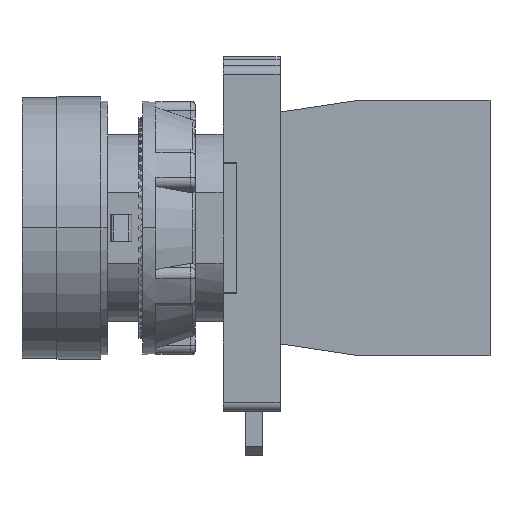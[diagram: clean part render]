
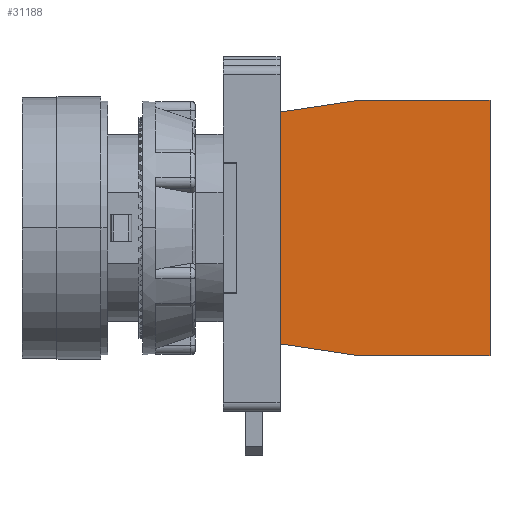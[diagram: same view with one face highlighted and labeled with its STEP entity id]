
A CAD part, left-side view. The second image highlights one B-rep face of the part: STEP entity #31188.
In plain terms, the highlighted planar face has unit normal (-1, 0, 0).
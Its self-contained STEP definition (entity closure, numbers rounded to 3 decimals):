
#990=DIRECTION('',(0.,0.,-1.));
#991=VECTOR('',#990,2.75);
#992=CARTESIAN_POINT('',(0.05,-6.5,13.25));
#993=LINE('',#992,#991);
#1020=DIRECTION('',(0.,0.,-1.));
#1021=VECTOR('',#1020,2.75);
#1022=CARTESIAN_POINT('',(0.05,-6.5,-10.5));
#1023=LINE('',#1022,#1021);
#12633=DIRECTION('',(0.,-0.989,0.148));
#12634=VECTOR('',#12633,9.101);
#12635=CARTESIAN_POINT('',(0.05,-6.5,13.25));
#12636=LINE('',#12635,#12634);
#12640=DIRECTION('',(0.,-1.,0.));
#12641=VECTOR('',#12640,15.);
#12642=CARTESIAN_POINT('',(0.05,-15.5,14.6));
#12643=LINE('',#12642,#12641);
#12647=DIRECTION('',(0.,0.,-1.));
#12648=VECTOR('',#12647,29.2);
#12649=CARTESIAN_POINT('',(0.05,-30.5,14.6));
#12650=LINE('',#12649,#12648);
#12654=DIRECTION('',(0.,1.,0.));
#12655=VECTOR('',#12654,15.);
#12656=CARTESIAN_POINT('',(0.05,-30.5,-14.6));
#12657=LINE('',#12656,#12655);
#12661=DIRECTION('',(0.,0.989,0.148));
#12662=VECTOR('',#12661,9.101);
#12663=CARTESIAN_POINT('',(0.05,-15.5,-14.6));
#12664=LINE('',#12663,#12662);
#12668=DIRECTION('',(0.,0.,1.));
#12669=VECTOR('',#12668,21.);
#12670=CARTESIAN_POINT('',(0.05,-6.5,-10.5));
#12671=LINE('',#12670,#12669);
#17221=CARTESIAN_POINT('',(0.05,-15.5,14.6));
#17222=CARTESIAN_POINT('',(0.05,-30.5,14.6));
#17223=VERTEX_POINT('',#17221);
#17224=VERTEX_POINT('',#17222);
#17225=CARTESIAN_POINT('',(0.05,-30.5,-14.6));
#17226=VERTEX_POINT('',#17225);
#17227=CARTESIAN_POINT('',(0.05,-15.5,-14.6));
#17228=VERTEX_POINT('',#17227);
#17237=CARTESIAN_POINT('',(0.05,-6.5,13.25));
#17238=CARTESIAN_POINT('',(0.05,-6.5,10.5));
#17239=VERTEX_POINT('',#17237);
#17240=VERTEX_POINT('',#17238);
#17241=CARTESIAN_POINT('',(0.05,-6.5,-10.5));
#17242=CARTESIAN_POINT('',(0.05,-6.5,-13.25));
#17243=VERTEX_POINT('',#17241);
#17244=VERTEX_POINT('',#17242);
#31168=CARTESIAN_POINT('',(0.05,0.,0.));
#31169=DIRECTION('',(1.,0.,0.));
#31170=DIRECTION('',(0.,0.,-1.));
#31171=AXIS2_PLACEMENT_3D('',#31168,#31169,#31170);
#31172=PLANE('',#31171);
#31173=ORIENTED_EDGE('',*,*,#19414,.F.);
#31175=ORIENTED_EDGE('',*,*,#31174,.T.);
#31177=ORIENTED_EDGE('',*,*,#31176,.T.);
#31179=ORIENTED_EDGE('',*,*,#31178,.T.);
#31181=ORIENTED_EDGE('',*,*,#31180,.T.);
#31183=ORIENTED_EDGE('',*,*,#31182,.T.);
#31184=ORIENTED_EDGE('',*,*,#19430,.F.);
#31185=ORIENTED_EDGE('',*,*,#31158,.T.);
#31186=EDGE_LOOP('',(#31173,#31175,#31177,#31179,#31181,#31183,#31184,#31185));
#31187=FACE_OUTER_BOUND('',#31186,.F.);
#19414=EDGE_CURVE('',#17239,#17240,#993,.T.);
#19430=EDGE_CURVE('',#17243,#17244,#1023,.T.);
#31158=EDGE_CURVE('',#17243,#17240,#12671,.T.);
#31174=EDGE_CURVE('',#17239,#17223,#12636,.T.);
#31176=EDGE_CURVE('',#17223,#17224,#12643,.T.);
#31178=EDGE_CURVE('',#17224,#17226,#12650,.T.);
#31180=EDGE_CURVE('',#17226,#17228,#12657,.T.);
#31182=EDGE_CURVE('',#17228,#17244,#12664,.T.);
#31188=ADVANCED_FACE('',(#31187),#31172,.F.);
